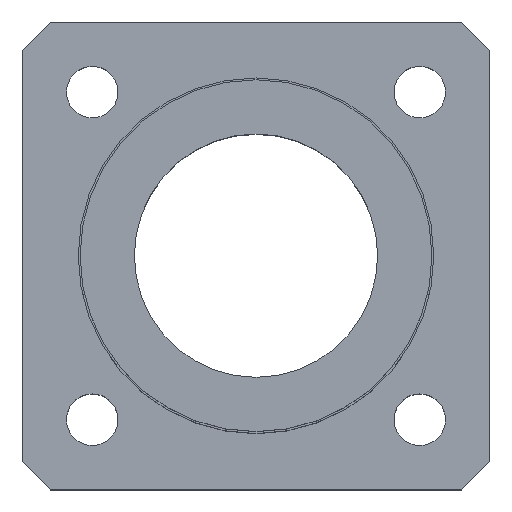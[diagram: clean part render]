
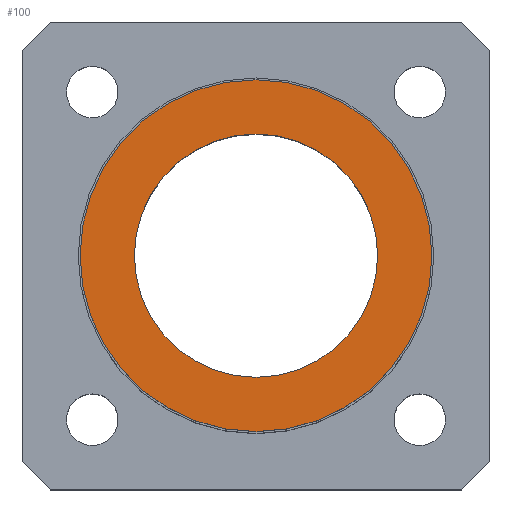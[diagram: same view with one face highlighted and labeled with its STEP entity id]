
A CAD part, top view. The second image highlights one B-rep face of the part: STEP entity #100.
In plain terms, the highlighted planar face has unit normal (0, 0, 1).
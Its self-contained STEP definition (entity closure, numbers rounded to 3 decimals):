
#18 = VERTEX_POINT ( 'NONE', #764 ) ;
#22 = EDGE_LOOP ( 'NONE', ( #113, #182 ) ) ;
#66 = DIRECTION ( 'NONE',  ( 1., 0., 0. ) ) ;
#81 = DIRECTION ( 'NONE',  ( 0., 0., 1. ) ) ;
#89 = VERTEX_POINT ( 'NONE', #405 ) ;
#93 = DIRECTION ( 'NONE',  ( 1., 0., 0. ) ) ;
#100 = ADVANCED_FACE ( 'NONE', ( #282, #701 ), #849, .T. ) ;
#105 = CARTESIAN_POINT ( 'NONE',  ( 13., 0., 12. ) ) ;
#113 = ORIENTED_EDGE ( 'NONE', *, *, #510, .F. ) ;
#135 = AXIS2_PLACEMENT_3D ( 'NONE', #552, #773, #478 ) ;
#182 = ORIENTED_EDGE ( 'NONE', *, *, #487, .F. ) ;
#267 = EDGE_CURVE ( 'NONE', #18, #89, #645, .T. ) ;
#276 = CARTESIAN_POINT ( 'NONE',  ( 0., 0., 12. ) ) ;
#282 = FACE_BOUND ( 'NONE', #22, .T. ) ;
#346 = DIRECTION ( 'NONE',  ( 1., 0., 0. ) ) ;
#350 = ORIENTED_EDGE ( 'NONE', *, *, #267, .T. ) ;
#355 = CARTESIAN_POINT ( 'NONE',  ( 0., 0., 12. ) ) ;
#357 = AXIS2_PLACEMENT_3D ( 'NONE', #355, #576, #725 ) ;
#405 = CARTESIAN_POINT ( 'NONE',  ( 18.8, 0., 12. ) ) ;
#441 = CARTESIAN_POINT ( 'NONE',  ( 0., 0., 12. ) ) ;
#453 = EDGE_LOOP ( 'NONE', ( #686, #350 ) ) ;
#478 = DIRECTION ( 'NONE',  ( 1., 0., 0. ) ) ;
#487 = EDGE_CURVE ( 'NONE', #912, #667, #941, .T. ) ;
#510 = EDGE_CURVE ( 'NONE', #667, #912, #646, .T. ) ;
#528 = CIRCLE ( 'NONE', #135, 18.8 ) ;
#552 = CARTESIAN_POINT ( 'NONE',  ( 0., 0., 12. ) ) ;
#562 = DIRECTION ( 'NONE',  ( 0., 0., 1. ) ) ;
#564 = DIRECTION ( 'NONE',  ( 0., 0., 1. ) ) ;
#576 = DIRECTION ( 'NONE',  ( 0., 0., 1. ) ) ;
#645 = CIRCLE ( 'NONE', #357, 18.8 ) ;
#646 = CIRCLE ( 'NONE', #907, 13. ) ;
#667 = VERTEX_POINT ( 'NONE', #105 ) ;
#686 = ORIENTED_EDGE ( 'NONE', *, *, #895, .T. ) ;
#701 = FACE_OUTER_BOUND ( 'NONE', #453, .T. ) ;
#706 = CARTESIAN_POINT ( 'NONE',  ( 0., 0., 12. ) ) ;
#725 = DIRECTION ( 'NONE',  ( 1., 0., 0. ) ) ;
#764 = CARTESIAN_POINT ( 'NONE',  ( -18.8, 0., 12. ) ) ;
#767 = AXIS2_PLACEMENT_3D ( 'NONE', #276, #564, #346 ) ;
#773 = DIRECTION ( 'NONE',  ( 0., 0., 1. ) ) ;
#796 = AXIS2_PLACEMENT_3D ( 'NONE', #706, #562, #66 ) ;
#849 = PLANE ( 'NONE',  #796 ) ;
#895 = EDGE_CURVE ( 'NONE', #89, #18, #528, .T. ) ;
#900 = CARTESIAN_POINT ( 'NONE',  ( -13., 0., 12. ) ) ;
#907 = AXIS2_PLACEMENT_3D ( 'NONE', #441, #81, #93 ) ;
#912 = VERTEX_POINT ( 'NONE', #900 ) ;
#941 = CIRCLE ( 'NONE', #767, 13. ) ;
